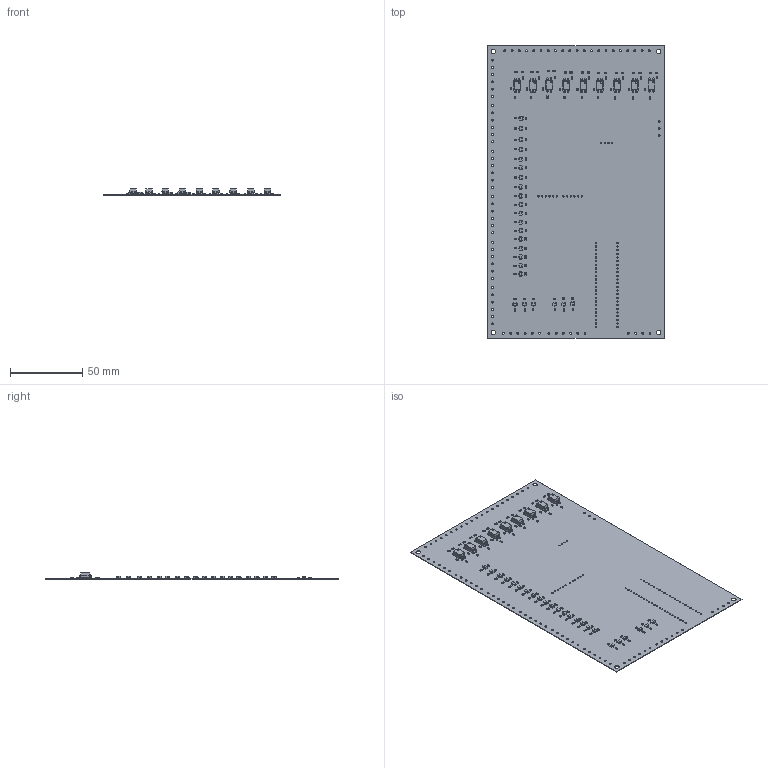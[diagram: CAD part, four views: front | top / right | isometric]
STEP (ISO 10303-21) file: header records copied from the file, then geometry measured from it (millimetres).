
FILE_DESCRIPTION(('Open CASCADE Model'),'2;1');
FILE_NAME('Open CASCADE Shape Model','2020-10-04T20:24:59',('Author'),( 'Open CASCADE'),'Open CASCADE STEP processor 6.8','Open CASCADE 6.8' ,'Unknown');
FILE_SCHEMA(('AUTOMOTIVE_DESIGN { 1 0 10303 214 1 1 1 1 }'));
Length unit declared in the file: millimetre
Products named in the file (133): PCB; Board; R62; 0603_resistor; R61; R65; R66; D18; LTV-817S; D17; LED_0603_Base_YELLOW; LED_0603_Lens_YELLOW; R84; R75; R76; R67; R70; R63; R64; R59; R60; R57; R58; R45; R46; R33; R35; R29; R30; R17; R20; R9; R10; R1; R2; R21; R24; R11; R12; R3 ...
Assembly tree (262 placements, depth 3):
  PCB
    Board
    R62
      0603_resistor
    R61
      0603_resistor
    R65
      0603_resistor
    R66
      0603_resistor
    D18
      LTV-817S
    D17
      LED_0603_Base_YELLOW
      LED_0603_Lens_YELLOW
    R84
      0603_resistor
    R75
      0603_resistor
    R76
      0603_resistor
    R67
      0603_resistor
    R70
      0603_resistor
    R63
      0603_resistor
    R64
      0603_resistor
    R59
      0603_resistor
    R60
      0603_resistor
    R57
      0603_resistor
    R58
      0603_resistor
    R45
      0603_resistor
    R46
      0603_resistor
    R33
      0603_resistor
    R35
      0603_resistor
    R29
      0603_resistor
    R30
      0603_resistor
    R17
      0603_resistor
    R20
      0603_resistor
    R9
      0603_resistor
    R10
      0603_resistor
    R1
      0603_resistor
    R2
Bounding box: 122.5 x 202.5 x 4.26 mm (x, y, z)
Volume: 11253.8 mm3; surface area: 52604.5 mm2
Topology: 229 solids, 229 shells, 7014 faces, 22506 edges, 16256 vertices
Faces by surface type: plane 5502, cylinder 1212, sphere 300
Full cylindrical faces by diameter (mm): 0.94 x64, 1.3 x76, 3.1 x4
Entity records: 18886 total; most frequent: DIRECTION 2916, CARTESIAN_POINT 2864, ORIENTED_EDGE 2354, EDGE_CURVE 1177, AXIS2_PLACEMENT_3D 1091, VERTEX_POINT 786, LINE 734, VECTOR 734
